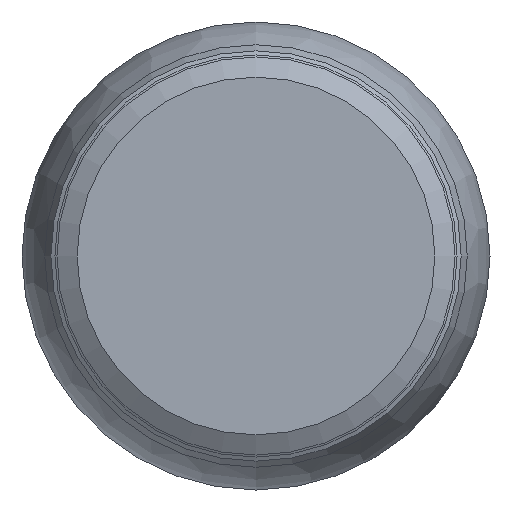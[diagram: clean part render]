
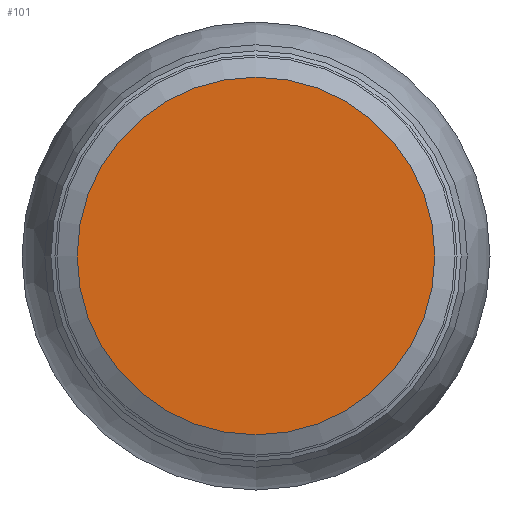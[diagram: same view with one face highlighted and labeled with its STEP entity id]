
A CAD part, front view. The second image highlights one B-rep face of the part: STEP entity #101.
In plain terms, the highlighted planar face has unit normal (0, -1, 0).
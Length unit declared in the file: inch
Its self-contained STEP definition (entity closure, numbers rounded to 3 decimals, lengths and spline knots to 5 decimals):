
#24 = CARTESIAN_POINT ( 'NONE',  ( 0., 0., -0.01177 ) ) ;
#30 = PLANE ( 'NONE',  #207 ) ;
#38 = CIRCLE ( 'NONE', #79, 0.01177 ) ;
#51 = EDGE_CURVE ( 'NONE', #226, #226, #38, .T. ) ;
#73 = ORIENTED_EDGE ( 'NONE', *, *, #51, .T. ) ;
#79 = AXIS2_PLACEMENT_3D ( 'NONE', #287, #154, #239 ) ;
#101 = ADVANCED_FACE ( 'NONE', ( #119 ), #30, .F. ) ;
#119 = FACE_OUTER_BOUND ( 'NONE', #261, .T. ) ;
#148 = CARTESIAN_POINT ( 'NONE',  ( 0., 0., 0. ) ) ;
#154 = DIRECTION ( 'NONE',  ( 0., -1., 0. ) ) ;
#207 = AXIS2_PLACEMENT_3D ( 'NONE', #148, #208, #233 ) ;
#208 = DIRECTION ( 'NONE',  ( 0., 1., 0. ) ) ;
#226 = VERTEX_POINT ( 'NONE', #24 ) ;
#233 = DIRECTION ( 'NONE',  ( 0., 0., 1. ) ) ;
#239 = DIRECTION ( 'NONE',  ( 0., 0., -1. ) ) ;
#261 = EDGE_LOOP ( 'NONE', ( #73 ) ) ;
#287 = CARTESIAN_POINT ( 'NONE',  ( 0., 0., 0. ) ) ;
